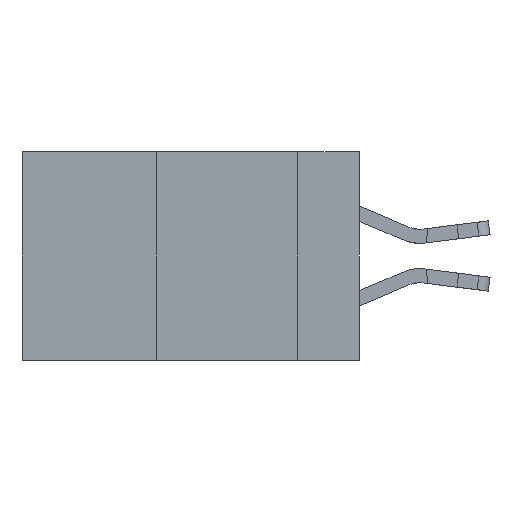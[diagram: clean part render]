
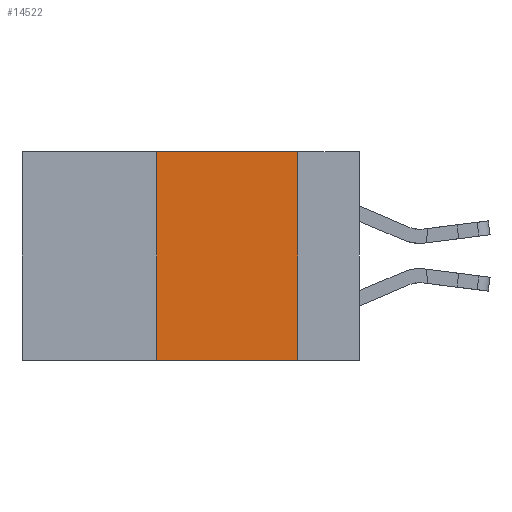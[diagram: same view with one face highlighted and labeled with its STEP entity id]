
A CAD part, left-side view. The second image highlights one B-rep face of the part: STEP entity #14522.
In plain terms, the highlighted planar face has unit normal (-1, 0, 0).
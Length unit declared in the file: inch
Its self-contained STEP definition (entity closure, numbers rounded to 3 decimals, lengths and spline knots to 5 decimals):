
#437 = VECTOR ( 'NONE', #6738, 39.37008 ) ;
#1040 = CARTESIAN_POINT ( 'NONE',  ( 0., 0.6, 0. ) ) ;
#2472 = CARTESIAN_POINT ( 'NONE',  ( 0., 0.6, 0. ) ) ;
#3566 = VERTEX_POINT ( 'NONE', #28124 ) ;
#4164 = LINE ( 'NONE', #25783, #437 ) ;
#4895 = EDGE_CURVE ( 'NONE', #29392, #31440, #10833, .T. ) ;
#6738 = DIRECTION ( 'NONE',  ( 0., 0., 1. ) ) ;
#7467 = LINE ( 'NONE', #24218, #19196 ) ;
#7958 = EDGE_CURVE ( 'NONE', #20215, #29392, #4164, .T. ) ;
#10833 = LINE ( 'NONE', #2472, #19202 ) ;
#11360 = CARTESIAN_POINT ( 'NONE',  ( 0., 0.36, -0.37 ) ) ;
#13019 = ORIENTED_EDGE ( 'NONE', *, *, #31655, .F. ) ;
#14284 = DIRECTION ( 'NONE',  ( 1., 0., 0. ) ) ;
#14522 = ADVANCED_FACE ( 'NONE', ( #31919 ), #27702, .F. ) ;
#14661 = CARTESIAN_POINT ( 'NONE',  ( 0., 0.11, 0. ) ) ;
#16625 = DIRECTION ( 'NONE',  ( 0., 0., -1. ) ) ;
#16847 = CARTESIAN_POINT ( 'NONE',  ( 0., 0.36, 0. ) ) ;
#18779 = VECTOR ( 'NONE', #28013, 39.37008 ) ;
#19172 = LINE ( 'NONE', #30863, #18779 ) ;
#19196 = VECTOR ( 'NONE', #16625, 39.37008 ) ;
#19202 = VECTOR ( 'NONE', #21300, 39.37008 ) ;
#19505 = ORIENTED_EDGE ( 'NONE', *, *, #4895, .F. ) ;
#19874 = DIRECTION ( 'NONE',  ( 0., 0., -1. ) ) ;
#20215 = VERTEX_POINT ( 'NONE', #11360 ) ;
#20910 = EDGE_LOOP ( 'NONE', ( #13019, #19505, #25587, #30619 ) ) ;
#21300 = DIRECTION ( 'NONE',  ( 0., -1., 0. ) ) ;
#22650 = EDGE_CURVE ( 'NONE', #20215, #3566, #19172, .T. ) ;
#24218 = CARTESIAN_POINT ( 'NONE',  ( 0., 0.11, 0. ) ) ;
#25587 = ORIENTED_EDGE ( 'NONE', *, *, #7958, .F. ) ;
#25783 = CARTESIAN_POINT ( 'NONE',  ( 0., 0.36, 0. ) ) ;
#27702 = PLANE ( 'NONE',  #31208 ) ;
#28013 = DIRECTION ( 'NONE',  ( 0., -1., 0. ) ) ;
#28124 = CARTESIAN_POINT ( 'NONE',  ( 0., 0.11, -0.37 ) ) ;
#29392 = VERTEX_POINT ( 'NONE', #16847 ) ;
#30619 = ORIENTED_EDGE ( 'NONE', *, *, #22650, .T. ) ;
#30863 = CARTESIAN_POINT ( 'NONE',  ( 0., 0.6, -0.37 ) ) ;
#31208 = AXIS2_PLACEMENT_3D ( 'NONE', #1040, #14284, #19874 ) ;
#31440 = VERTEX_POINT ( 'NONE', #14661 ) ;
#31655 = EDGE_CURVE ( 'NONE', #31440, #3566, #7467, .T. ) ;
#31919 = FACE_OUTER_BOUND ( 'NONE', #20910, .T. ) ;
